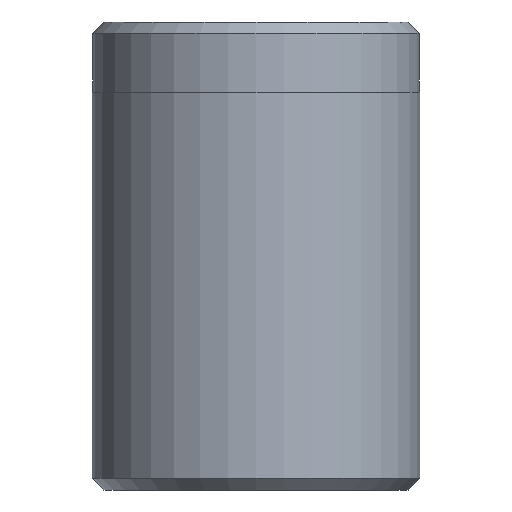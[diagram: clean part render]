
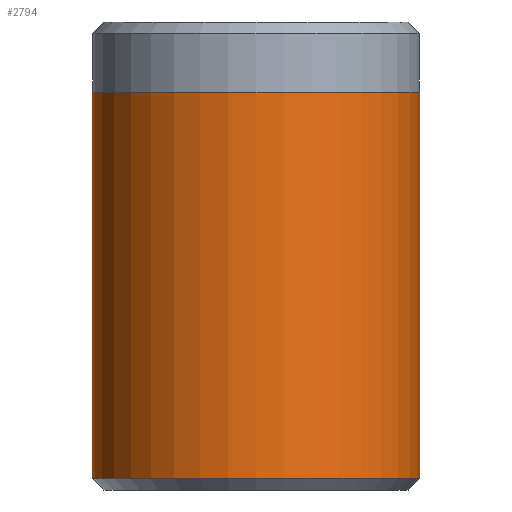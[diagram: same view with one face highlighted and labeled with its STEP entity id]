
A CAD part, front view. The second image highlights one B-rep face of the part: STEP entity #2794.
In plain terms, the highlighted cylindrical face has radius 7 mm (diameter 14 mm), a partial arc.
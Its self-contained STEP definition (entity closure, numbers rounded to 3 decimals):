
#65 = CARTESIAN_POINT ( 'NONE',  ( 7., 0., 20. ) ) ;
#95 = CARTESIAN_POINT ( 'NONE',  ( -7., 0., 20. ) ) ;
#385 = VECTOR ( 'NONE', #1511, 1000. ) ;
#437 = CARTESIAN_POINT ( 'NONE',  ( -7., 0., 17. ) ) ;
#513 = CARTESIAN_POINT ( 'NONE',  ( 0., 0., 20. ) ) ;
#581 = DIRECTION ( 'NONE',  ( 1., 0., 0. ) ) ;
#586 = DIRECTION ( 'NONE',  ( 0., 0., 1. ) ) ;
#592 = CARTESIAN_POINT ( 'NONE',  ( 0., 0., 0.5 ) ) ;
#611 = CIRCLE ( 'NONE', #2329, 7. ) ;
#750 = CARTESIAN_POINT ( 'NONE',  ( 0., 0., 17. ) ) ;
#788 = EDGE_CURVE ( 'NONE', #2031, #1784, #611, .T. ) ;
#995 = DIRECTION ( 'NONE',  ( 1., 0., 0. ) ) ;
#1086 = CYLINDRICAL_SURFACE ( 'NONE', #1930, 7. ) ;
#1154 = FACE_OUTER_BOUND ( 'NONE', #1600, .T. ) ;
#1240 = ORIENTED_EDGE ( 'NONE', *, *, #2225, .T. ) ;
#1328 = CARTESIAN_POINT ( 'NONE',  ( 7., 0., 0.5 ) ) ;
#1451 = AXIS2_PLACEMENT_3D ( 'NONE', #750, #2372, #995 ) ;
#1511 = DIRECTION ( 'NONE',  ( 0., 0., -1. ) ) ;
#1589 = LINE ( 'NONE', #95, #2600 ) ;
#1600 = EDGE_LOOP ( 'NONE', ( #1955, #2637, #1240, #2671 ) ) ;
#1708 = DIRECTION ( 'NONE',  ( 0., 0., -1. ) ) ;
#1784 = VERTEX_POINT ( 'NONE', #1328 ) ;
#1930 = AXIS2_PLACEMENT_3D ( 'NONE', #513, #1708, #1941 ) ;
#1941 = DIRECTION ( 'NONE',  ( -1., 0., 0. ) ) ;
#1955 = ORIENTED_EDGE ( 'NONE', *, *, #2882, .F. ) ;
#2031 = VERTEX_POINT ( 'NONE', #2586 ) ;
#2190 = LINE ( 'NONE', #65, #385 ) ;
#2225 = EDGE_CURVE ( 'NONE', #2546, #2031, #1589, .T. ) ;
#2321 = CIRCLE ( 'NONE', #1451, 7. ) ;
#2329 = AXIS2_PLACEMENT_3D ( 'NONE', #592, #586, #581 ) ;
#2372 = DIRECTION ( 'NONE',  ( 0., 0., 1. ) ) ;
#2391 = VERTEX_POINT ( 'NONE', #2467 ) ;
#2430 = DIRECTION ( 'NONE',  ( 0., 0., -1. ) ) ;
#2467 = CARTESIAN_POINT ( 'NONE',  ( 7., 0., 17. ) ) ;
#2546 = VERTEX_POINT ( 'NONE', #437 ) ;
#2586 = CARTESIAN_POINT ( 'NONE',  ( -7., 0., 0.5 ) ) ;
#2600 = VECTOR ( 'NONE', #2430, 1000. ) ;
#2637 = ORIENTED_EDGE ( 'NONE', *, *, #2782, .F. ) ;
#2671 = ORIENTED_EDGE ( 'NONE', *, *, #788, .T. ) ;
#2782 = EDGE_CURVE ( 'NONE', #2546, #2391, #2321, .T. ) ;
#2794 = ADVANCED_FACE ( 'NONE', ( #1154 ), #1086, .T. ) ;
#2882 = EDGE_CURVE ( 'NONE', #2391, #1784, #2190, .T. ) ;
